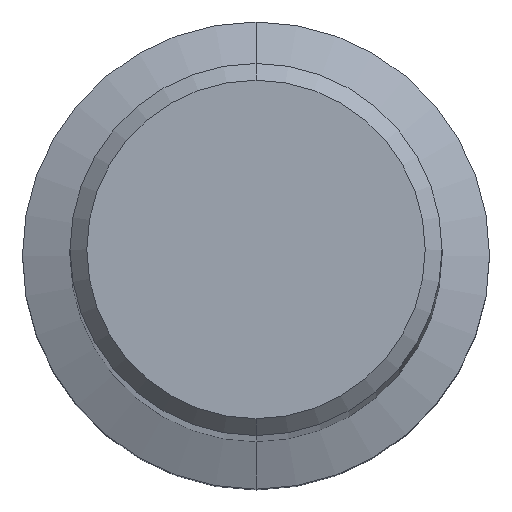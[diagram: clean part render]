
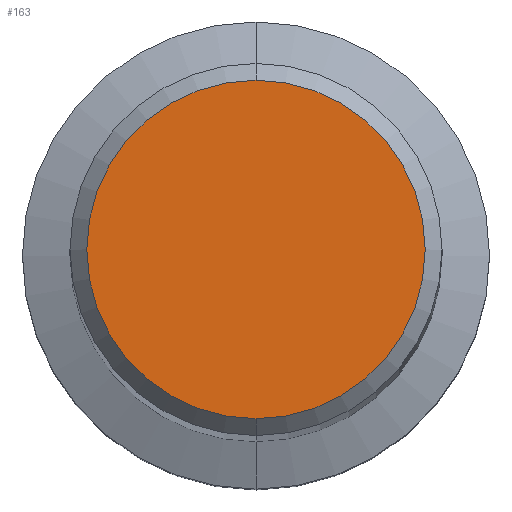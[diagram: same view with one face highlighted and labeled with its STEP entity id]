
A CAD part, top view. The second image highlights one B-rep face of the part: STEP entity #163.
In plain terms, the highlighted planar face has unit normal (0, 0, 1).
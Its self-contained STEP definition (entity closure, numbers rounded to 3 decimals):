
#141=VERTEX_POINT('',#342);
#143=EDGE_CURVE('',#141,#293,#344,.T.);
#163=ADVANCED_FACE('',(#366),#367,.T.);
#185=EDGE_CURVE('',#293,#141,#390,.T.);
#293=VERTEX_POINT('',#516);
#342=CARTESIAN_POINT('',(0.0,8.05,0.0));
#344=CIRCLE('',#562,8.05);
#366=FACE_OUTER_BOUND('',#587,.T.);
#367=PLANE('',#588);
#390=CIRCLE('',#622,8.05);
#516=CARTESIAN_POINT('',(0.,-8.05,0.0));
#562=AXIS2_PLACEMENT_3D('',#824,#825,#826);
#587=EDGE_LOOP('',(#853,#854));
#588=AXIS2_PLACEMENT_3D('',#855,#856,#857);
#622=AXIS2_PLACEMENT_3D('',#881,#882,#883);
#824=CARTESIAN_POINT('',(0.0,0.0,0.0));
#825=DIRECTION('',(0.0,0.0,-1.0));
#826=DIRECTION('',(0.0,1.0,0.0));
#853=ORIENTED_EDGE('',*,*,#143,.F.);
#854=ORIENTED_EDGE('',*,*,#185,.F.);
#855=CARTESIAN_POINT('',(0.0,4.025,0.0));
#856=DIRECTION('',(-0.0,0.0,1.0));
#857=DIRECTION('',(0.0,-1.0,0.0));
#881=CARTESIAN_POINT('',(0.0,0.0,0.0));
#882=DIRECTION('',(0.0,0.0,-1.0));
#883=DIRECTION('',(0.0,1.0,0.0));
